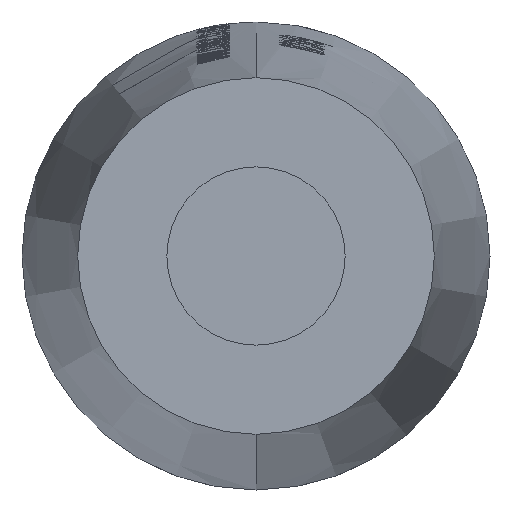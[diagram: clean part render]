
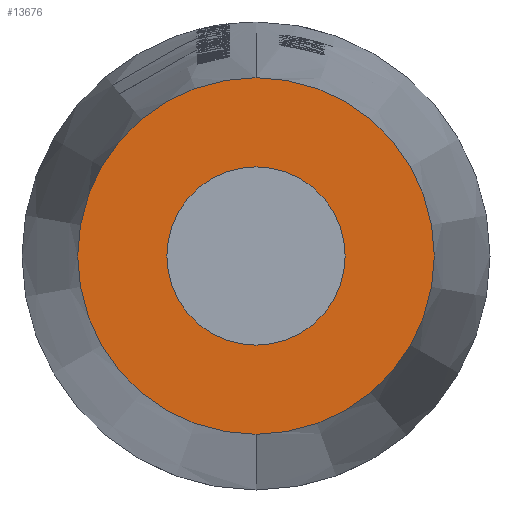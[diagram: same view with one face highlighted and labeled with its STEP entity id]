
A CAD part, front view. The second image highlights one B-rep face of the part: STEP entity #13676.
In plain terms, the highlighted planar face has unit normal (0, -1, 0).
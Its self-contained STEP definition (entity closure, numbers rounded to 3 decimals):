
#168 = CARTESIAN_POINT ( 'NONE',  ( 0., 0., -4. ) ) ;
#218 = DIRECTION ( 'NONE',  ( 0., 0., -1. ) ) ;
#455 = DIRECTION ( 'NONE',  ( 0., -1., 0. ) ) ;
#732 = AXIS2_PLACEMENT_3D ( 'NONE', #7767, #455, #218 ) ;
#1299 = ORIENTED_EDGE ( 'NONE', *, *, #12436, .T. ) ;
#2170 = ORIENTED_EDGE ( 'NONE', *, *, #17182, .F. ) ;
#2411 = EDGE_LOOP ( 'NONE', ( #1299, #8374 ) ) ;
#2527 = AXIS2_PLACEMENT_3D ( 'NONE', #2805, #2875, #8157 ) ;
#2805 = CARTESIAN_POINT ( 'NONE',  ( 0., 0., 0. ) ) ;
#2875 = DIRECTION ( 'NONE',  ( 0., 1., 0. ) ) ;
#3781 = CIRCLE ( 'NONE', #18361, 4. ) ;
#4087 = FACE_BOUND ( 'NONE', #12503, .T. ) ;
#4249 = VERTEX_POINT ( 'NONE', #21698 ) ;
#4554 = DIRECTION ( 'NONE',  ( 0., 0., -1. ) ) ;
#6501 = CARTESIAN_POINT ( 'NONE',  ( 0., 0., 0. ) ) ;
#6627 = VERTEX_POINT ( 'NONE', #17340 ) ;
#7589 = ORIENTED_EDGE ( 'NONE', *, *, #17680, .F. ) ;
#7767 = CARTESIAN_POINT ( 'NONE',  ( 0., 0., 0. ) ) ;
#8157 = DIRECTION ( 'NONE',  ( 0., 0., 1. ) ) ;
#8361 = DIRECTION ( 'NONE',  ( 0., -1., 0. ) ) ;
#8374 = ORIENTED_EDGE ( 'NONE', *, *, #11703, .T. ) ;
#9621 = DIRECTION ( 'NONE',  ( 0., 0., -1. ) ) ;
#9701 = DIRECTION ( 'NONE',  ( 0., -1., 0. ) ) ;
#10226 = DIRECTION ( 'NONE',  ( 0., 0., -1. ) ) ;
#11276 = CARTESIAN_POINT ( 'NONE',  ( 0., 0., 0. ) ) ;
#11703 = EDGE_CURVE ( 'NONE', #20451, #6627, #23229, .T. ) ;
#12436 = EDGE_CURVE ( 'NONE', #6627, #20451, #15584, .T. ) ;
#12503 = EDGE_LOOP ( 'NONE', ( #2170, #7589 ) ) ;
#13503 = DIRECTION ( 'NONE',  ( 0., -1., 0. ) ) ;
#13676 = ADVANCED_FACE ( 'NONE', ( #4087, #16444 ), #17102, .F. ) ;
#15584 = CIRCLE ( 'NONE', #21389, 8. ) ;
#16444 = FACE_OUTER_BOUND ( 'NONE', #2411, .T. ) ;
#17102 = PLANE ( 'NONE',  #2527 ) ;
#17182 = EDGE_CURVE ( 'NONE', #19659, #4249, #3781, .T. ) ;
#17340 = CARTESIAN_POINT ( 'NONE',  ( 0., 0., 8. ) ) ;
#17531 = CIRCLE ( 'NONE', #732, 4. ) ;
#17680 = EDGE_CURVE ( 'NONE', #4249, #19659, #17531, .T. ) ;
#18361 = AXIS2_PLACEMENT_3D ( 'NONE', #6501, #13503, #10226 ) ;
#18913 = CARTESIAN_POINT ( 'NONE',  ( 0., 0., 0. ) ) ;
#19659 = VERTEX_POINT ( 'NONE', #168 ) ;
#19962 = CARTESIAN_POINT ( 'NONE',  ( 0., 0., -8. ) ) ;
#20451 = VERTEX_POINT ( 'NONE', #19962 ) ;
#21389 = AXIS2_PLACEMENT_3D ( 'NONE', #18913, #8361, #4554 ) ;
#21698 = CARTESIAN_POINT ( 'NONE',  ( 0., 0., 4. ) ) ;
#22626 = AXIS2_PLACEMENT_3D ( 'NONE', #11276, #9701, #9621 ) ;
#23229 = CIRCLE ( 'NONE', #22626, 8. ) ;
